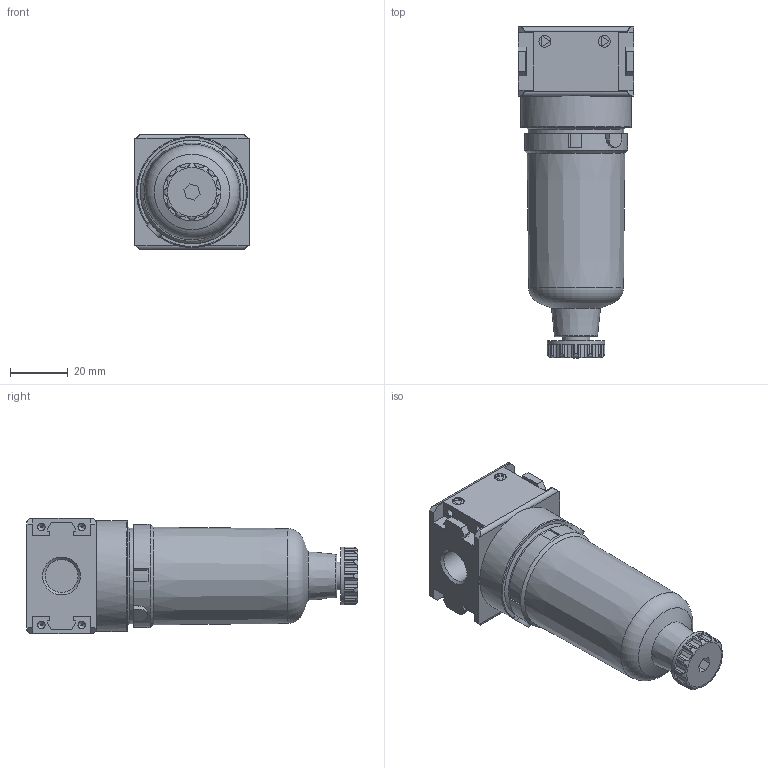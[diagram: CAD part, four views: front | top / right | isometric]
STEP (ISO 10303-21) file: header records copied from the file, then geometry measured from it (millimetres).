
FILE_DESCRIPTION( ( 'STEP AP203' ), '1' );
FILE_NAME( '9.1301.00.000.stp', '2018-12-11T08:03:34', ( '' ), ( '' ), ' ', 'PARTsolutions', ' ' );
FILE_SCHEMA( ( 'CONFIG_CONTROL_DESIGN' ) );
Length unit declared in the file: millimetre
Products named in the file (3): 9.1301.00.000; _F 06 K-HA(00)-1; _F 06 K-HA-3
Assembly tree (2 placements, depth 2):
  9.1301.00.000
    _F 06 K-HA(00)-1
    _F 06 K-HA-3
Bounding box: 40 x 115.1 x 40 mm (x, y, z)
Volume: 105144.4 mm3; surface area: 19788.8 mm2
Topology: 2 solids, 2 shells, 258 faces, 675 edges, 446 vertices
Faces by surface type: plane 149, cylinder 93, cone 10, torus 5, sphere 1
Full cylindrical faces by diameter (mm): 2.6 x4, 3 x4, 4.1 x4, 9.728 x1, 11.445 x2, 16 x1, 20 x1, 20.3 x1, 33.3 x1, 36 x1, 38.5 x1
Entity records: 8206 total; most frequent: CARTESIAN_POINT 1846, DIRECTION 1286, ORIENTED_EDGE 1266, EDGE_CURVE 633, AXIS2_PLACEMENT_3D 446, VERTEX_POINT 440, LINE 394, VECTOR 394
